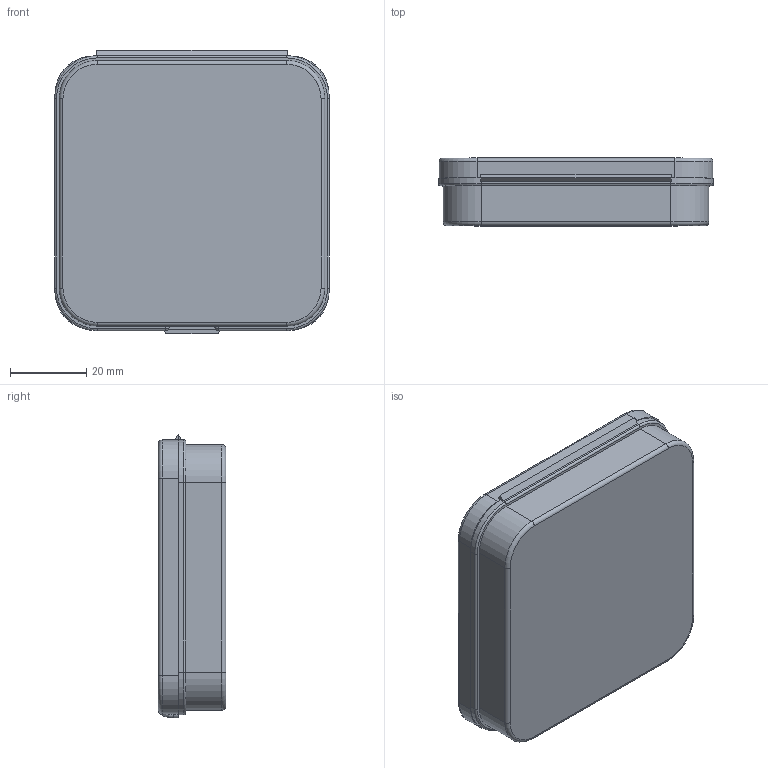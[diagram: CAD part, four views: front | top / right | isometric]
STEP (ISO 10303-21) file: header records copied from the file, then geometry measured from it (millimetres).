
FILE_DESCRIPTION (( 'STEP AP214' ), '1' );
FILE_NAME ('B116 Êîðîáêà ïëàñòèêîâàÿ, ?68x68x15 ìì.STEP', '2020-02-12T13:39:46', ( 'Ïîëüçîâàòåëü Windows' ), ( '' ), 'SwSTEP 2.0', 'SolidWorks 2019', '' );
FILE_SCHEMA (( 'AUTOMOTIVE_DESIGN' ));
Length unit declared in the file: millimetre
Products named in the file (3): B116 Êðûøêà_00; B116 澎觐耱黖00; B116 Êîðîáêà ïëàñòèêîâàÿ, ?68x68x15 ìì
Assembly tree (2 placements, depth 2):
  B116 Êîðîáêà ïëàñòèêîâàÿ, ?68x68x15 ìì
    B116 澎觐耱黖00
    B116 Êðûøêà_00
Bounding box: 72.2 x 17.75 x 74.5 mm (x, y, z)
Volume: 14739.7 mm3; surface area: 30716.8 mm2
Topology: 3 solids, 3 shells, 165 faces, 405 edges, 240 vertices
Faces by surface type: cylinder 66, plane 60, torus 20, bspline 15, sphere 4
Entity records: 6033 total; most frequent: CARTESIAN_POINT 2150, DIRECTION 801, ORIENTED_EDGE 790, EDGE_CURVE 395, AXIS2_PLACEMENT_3D 297, VERTEX_POINT 240, VECTOR 207, LINE 207
